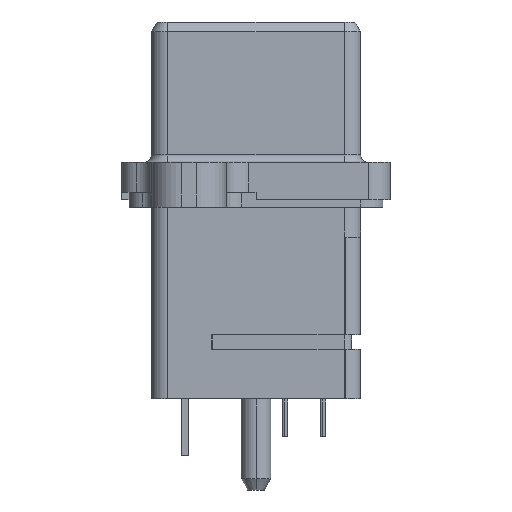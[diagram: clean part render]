
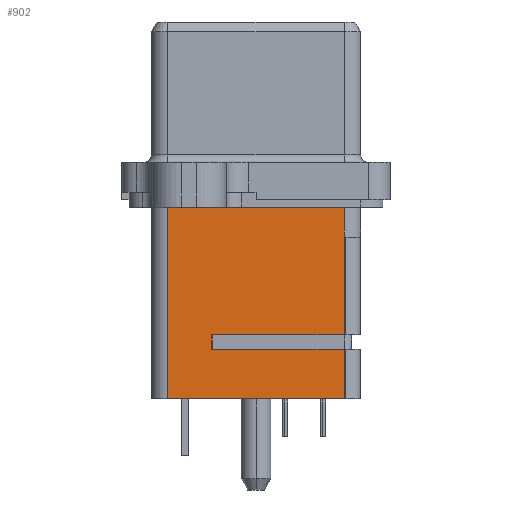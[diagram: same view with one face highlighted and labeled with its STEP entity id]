
A CAD part, left-side view. The second image highlights one B-rep face of the part: STEP entity #902.
In plain terms, the highlighted planar face has unit normal (-1, 0, 0).
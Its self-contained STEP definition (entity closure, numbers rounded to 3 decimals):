
#868 = ORIENTED_EDGE ( 'NONE', *, *, #1408, .F. ) ;
#873 = VERTEX_POINT ( 'NONE', #18440 ) ;
#881 = ORIENTED_EDGE ( 'NONE', *, *, #884, .T. ) ;
#883 = ORIENTED_EDGE ( 'NONE', *, *, #1101, .T. ) ;
#884 = EDGE_CURVE ( 'NONE', #1365, #873, #18430, .T. ) ;
#886 = ORIENTED_EDGE ( 'NONE', *, *, #1163, .F. ) ;
#894 = ORIENTED_EDGE ( 'NONE', *, *, #1186, .T. ) ;
#901 = EDGE_LOOP ( 'NONE', ( #886, #894, #883, #868, #881, #2375, #2363, #1221, #1208 ) ) ;
#902 = ADVANCED_FACE ( 'NONE', ( #18461 ), #18460, .F. ) ;
#1070 = VERTEX_POINT ( 'NONE', #18773 ) ;
#1073 = VERTEX_POINT ( 'NONE', #18772 ) ;
#1086 = VERTEX_POINT ( 'NONE', #18815 ) ;
#1101 = EDGE_CURVE ( 'NONE', #1070, #1073, #18797, .T. ) ;
#1103 = VERTEX_POINT ( 'NONE', #18851 ) ;
#1163 = EDGE_CURVE ( 'NONE', #1086, #1103, #18925, .T. ) ;
#1186 = EDGE_CURVE ( 'NONE', #1086, #1070, #18964, .T. ) ;
#1197 = EDGE_CURVE ( 'NONE', #1214, #1244, #19003, .T. ) ;
#1207 = EDGE_CURVE ( 'NONE', #1103, #1214, #18990, .T. ) ;
#1208 = ORIENTED_EDGE ( 'NONE', *, *, #1207, .F. ) ;
#1214 = VERTEX_POINT ( 'NONE', #19038 ) ;
#1221 = ORIENTED_EDGE ( 'NONE', *, *, #1197, .F. ) ;
#1244 = VERTEX_POINT ( 'NONE', #19049 ) ;
#1365 = VERTEX_POINT ( 'NONE', #19314 ) ;
#1408 = EDGE_CURVE ( 'NONE', #1365, #1073, #19306, .T. ) ;
#2363 = ORIENTED_EDGE ( 'NONE', *, *, #2532, .F. ) ;
#2375 = ORIENTED_EDGE ( 'NONE', *, *, #2515, .T. ) ;
#2515 = EDGE_CURVE ( 'NONE', #873, #2531, #19362, .T. ) ;
#2531 = VERTEX_POINT ( 'NONE', #19351 ) ;
#2532 = EDGE_CURVE ( 'NONE', #1244, #2531, #19350, .T. ) ;
#18427 = DIRECTION ( 'NONE',  ( 0., 0., 1. ) ) ;
#18428 = VECTOR ( 'NONE', #18427, 1000. ) ;
#18429 = CARTESIAN_POINT ( 'NONE',  ( -8., -5.9, -48.21 ) ) ;
#18430 = LINE ( 'NONE', #18429, #18428 ) ;
#18440 = CARTESIAN_POINT ( 'NONE',  ( -8., -5.9, -21.9 ) ) ;
#18456 = DIRECTION ( 'NONE',  ( 0., 1., 0. ) ) ;
#18457 = DIRECTION ( 'NONE',  ( 1., 0., 0. ) ) ;
#18458 = CARTESIAN_POINT ( 'NONE',  ( -8., -26.69, 19.76 ) ) ;
#18459 = AXIS2_PLACEMENT_3D ( 'NONE', #18458, #18457, #18456 ) ;
#18460 = PLANE ( 'NONE',  #18459 ) ;
#18461 = FACE_OUTER_BOUND ( 'NONE', #901, .T. ) ;
#18772 = CARTESIAN_POINT ( 'NONE',  ( -8., 5.9, -25.235 ) ) ;
#18773 = CARTESIAN_POINT ( 'NONE',  ( -8., 5.9, -11.4 ) ) ;
#18794 = DIRECTION ( 'NONE',  ( 0., 0., -1. ) ) ;
#18795 = VECTOR ( 'NONE', #18794, 1000. ) ;
#18796 = CARTESIAN_POINT ( 'NONE',  ( -8., 5.9, -48.21 ) ) ;
#18797 = LINE ( 'NONE', #18796, #18795 ) ;
#18815 = CARTESIAN_POINT ( 'NONE',  ( -8., -5.9, -11.4 ) ) ;
#18851 = CARTESIAN_POINT ( 'NONE',  ( -8., -5.9, -14.4 ) ) ;
#18922 = DIRECTION ( 'NONE',  ( 0., 0., -1. ) ) ;
#18923 = VECTOR ( 'NONE', #18922, 1000. ) ;
#18924 = CARTESIAN_POINT ( 'NONE',  ( -8., -5.9, 19.76 ) ) ;
#18925 = LINE ( 'NONE', #18924, #18923 ) ;
#18961 = DIRECTION ( 'NONE',  ( 0., 1., 0. ) ) ;
#18962 = VECTOR ( 'NONE', #18961, 1000. ) ;
#18963 = CARTESIAN_POINT ( 'NONE',  ( -8., -5.9, -11.4 ) ) ;
#18964 = LINE ( 'NONE', #18963, #18962 ) ;
#18987 = DIRECTION ( 'NONE',  ( 0., 0., -1. ) ) ;
#18988 = VECTOR ( 'NONE', #18987, 1000. ) ;
#18989 = CARTESIAN_POINT ( 'NONE',  ( -8., -5.9, 6.867 ) ) ;
#18990 = LINE ( 'NONE', #18989, #18988 ) ;
#19000 = DIRECTION ( 'NONE',  ( 0., 1., 0. ) ) ;
#19001 = VECTOR ( 'NONE', #19000, 1000. ) ;
#19002 = CARTESIAN_POINT ( 'NONE',  ( -8., -5.9, -20.95 ) ) ;
#19003 = LINE ( 'NONE', #19002, #19001 ) ;
#19038 = CARTESIAN_POINT ( 'NONE',  ( -8., -5.9, -20.95 ) ) ;
#19049 = CARTESIAN_POINT ( 'NONE',  ( -8., 2.98, -20.95 ) ) ;
#19303 = DIRECTION ( 'NONE',  ( 0., 1., 0. ) ) ;
#19304 = VECTOR ( 'NONE', #19303, 1000. ) ;
#19305 = CARTESIAN_POINT ( 'NONE',  ( -8., 7., -25.235 ) ) ;
#19306 = LINE ( 'NONE', #19305, #19304 ) ;
#19314 = CARTESIAN_POINT ( 'NONE',  ( -8., -5.9, -25.235 ) ) ;
#19347 = DIRECTION ( 'NONE',  ( 0., 0., -1. ) ) ;
#19348 = VECTOR ( 'NONE', #19347, 1000. ) ;
#19349 = CARTESIAN_POINT ( 'NONE',  ( -8., 2.98, -20.95 ) ) ;
#19350 = LINE ( 'NONE', #19349, #19348 ) ;
#19351 = CARTESIAN_POINT ( 'NONE',  ( -8., 2.98, -21.9 ) ) ;
#19359 = DIRECTION ( 'NONE',  ( 0., 1., 0. ) ) ;
#19360 = VECTOR ( 'NONE', #19359, 1000. ) ;
#19361 = CARTESIAN_POINT ( 'NONE',  ( -8., 7., -21.9 ) ) ;
#19362 = LINE ( 'NONE', #19361, #19360 ) ;
